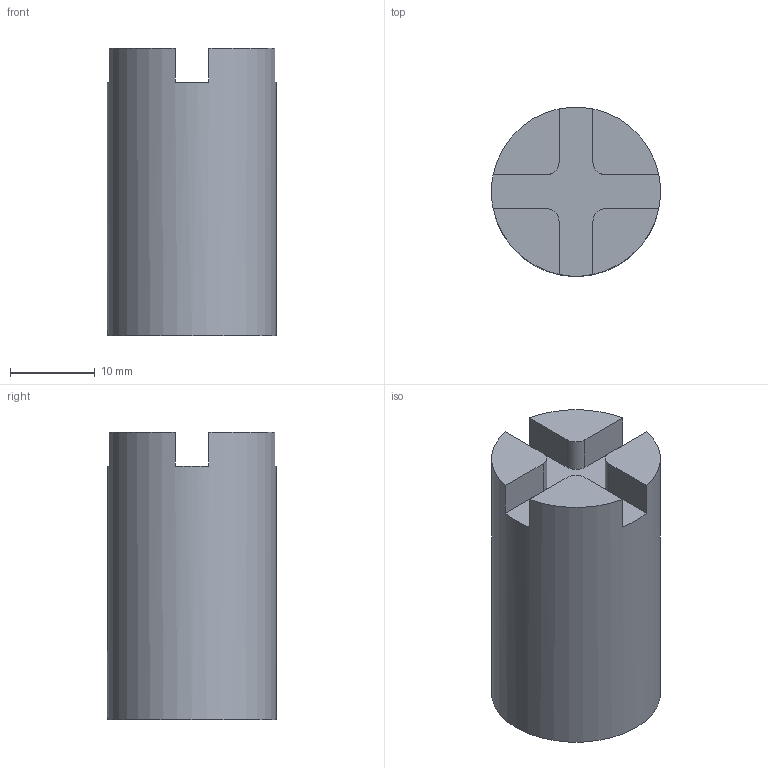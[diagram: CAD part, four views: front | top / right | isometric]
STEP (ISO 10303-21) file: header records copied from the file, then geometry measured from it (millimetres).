
FILE_DESCRIPTION(/* description */ (''),/* implementation_level */ '2;1');
FILE_NAME(/* name */ 'Nut v4.step',/* time_stamp */ '2025-04-30T15:26:59+09:00',/* author */ (''),/* organization */ (''),/* preprocessor_version */ 'ST-DEVELOPER v20.1',/* originating_system */ 'Autodesk Translation Framework v14.4.0.0',/* authorisation */ '');
FILE_SCHEMA (('AUTOMOTIVE_DESIGN { 1 0 10303 214 3 1 1 }'));
Length unit declared in the file: millimetre
Products named in the file (1): Nut
Bounding box: 20 x 20 x 34 mm (x, y, z)
Volume: 4951.4 mm3; surface area: 4540.2 mm2
Topology: 1 solids, 1 shells, 26 faces, 69 edges, 46 vertices
Faces by surface type: plane 16, cylinder 9, bspline 1
Full cylindrical faces by diameter (mm): 14.5 x2, 20 x1
Entity records: 1365 total; most frequent: CARTESIAN_POINT 683, ORIENTED_EDGE 138, DIRECTION 132, EDGE_CURVE 69, AXIS2_PLACEMENT_3D 47, VERTEX_POINT 46, LINE 38, VECTOR 38
